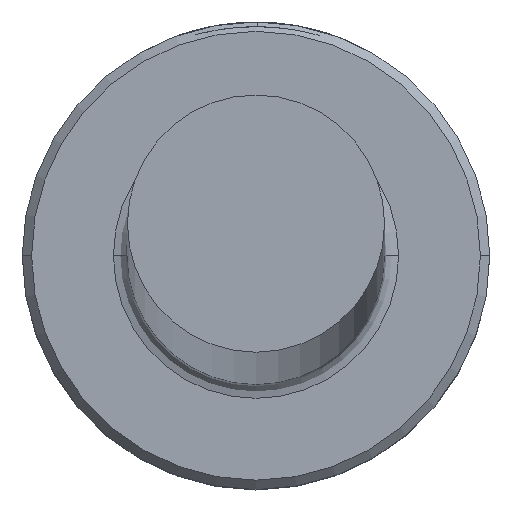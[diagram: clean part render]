
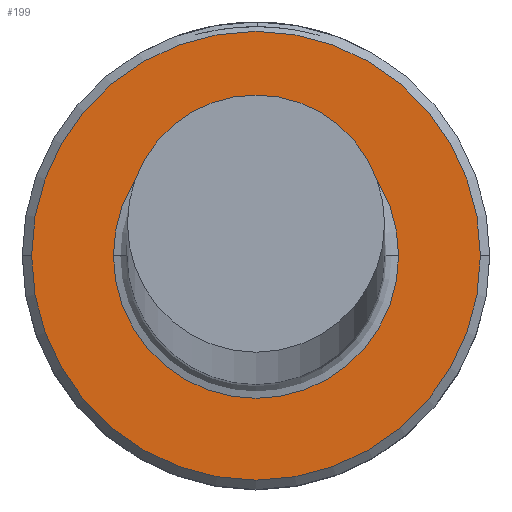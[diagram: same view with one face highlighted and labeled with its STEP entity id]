
A CAD part, top view. The second image highlights one B-rep face of the part: STEP entity #199.
In plain terms, the highlighted planar face has unit normal (0, 0, 1).
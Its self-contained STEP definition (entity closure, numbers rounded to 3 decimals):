
#2 = CARTESIAN_POINT ( 'NONE',  ( -4.8, 0., 6. ) ) ;
#22 = DIRECTION ( 'NONE',  ( 0., 0., 1. ) ) ;
#34 = FACE_BOUND ( 'NONE', #542, .T. ) ;
#35 = FACE_OUTER_BOUND ( 'NONE', #788, .T. ) ;
#44 = EDGE_CURVE ( 'NONE', #980, #1040, #266, .T. ) ;
#66 = VERTEX_POINT ( 'NONE', #161 ) ;
#105 = CARTESIAN_POINT ( 'NONE',  ( 4.8, 0., 6. ) ) ;
#106 = VERTEX_POINT ( 'NONE', #432 ) ;
#110 = AXIS2_PLACEMENT_3D ( 'NONE', #602, #22, #685 ) ;
#123 = DIRECTION ( 'NONE',  ( 0., 0., -1. ) ) ;
#161 = CARTESIAN_POINT ( 'NONE',  ( 3.05, 0., 6. ) ) ;
#193 = CARTESIAN_POINT ( 'NONE',  ( 0., 0., 6. ) ) ;
#199 = ADVANCED_FACE ( 'NONE', ( #35, #34 ), #474, .T. ) ;
#219 = CIRCLE ( 'NONE', #110, 4.8 ) ;
#221 = AXIS2_PLACEMENT_3D ( 'NONE', #849, #313, #941 ) ;
#250 = AXIS2_PLACEMENT_3D ( 'NONE', #684, #123, #773 ) ;
#266 = CIRCLE ( 'NONE', #492, 4.8 ) ;
#313 = DIRECTION ( 'NONE',  ( 0., 0., -1. ) ) ;
#393 = EDGE_CURVE ( 'NONE', #1040, #980, #219, .T. ) ;
#432 = CARTESIAN_POINT ( 'NONE',  ( -3.05, 0., 6. ) ) ;
#444 = CIRCLE ( 'NONE', #250, 3.05 ) ;
#474 = PLANE ( 'NONE',  #949 ) ;
#492 = AXIS2_PLACEMENT_3D ( 'NONE', #713, #638, #572 ) ;
#542 = EDGE_LOOP ( 'NONE', ( #678, #698 ) ) ;
#572 = DIRECTION ( 'NONE',  ( 1., 0., 0. ) ) ;
#593 = EDGE_CURVE ( 'NONE', #66, #106, #1125, .T. ) ;
#602 = CARTESIAN_POINT ( 'NONE',  ( 0., 0., 6. ) ) ;
#627 = ORIENTED_EDGE ( 'NONE', *, *, #44, .T. ) ;
#638 = DIRECTION ( 'NONE',  ( 0., 0., 1. ) ) ;
#678 = ORIENTED_EDGE ( 'NONE', *, *, #1050, .T. ) ;
#684 = CARTESIAN_POINT ( 'NONE',  ( 0., 0., 6. ) ) ;
#685 = DIRECTION ( 'NONE',  ( 1., 0., 0. ) ) ;
#698 = ORIENTED_EDGE ( 'NONE', *, *, #593, .T. ) ;
#713 = CARTESIAN_POINT ( 'NONE',  ( 0., 0., 6. ) ) ;
#773 = DIRECTION ( 'NONE',  ( -1., 0., 0. ) ) ;
#788 = EDGE_LOOP ( 'NONE', ( #1117, #627 ) ) ;
#849 = CARTESIAN_POINT ( 'NONE',  ( 0., 0., 6. ) ) ;
#941 = DIRECTION ( 'NONE',  ( -1., 0., 0. ) ) ;
#949 = AXIS2_PLACEMENT_3D ( 'NONE', #193, #1171, #1087 ) ;
#980 = VERTEX_POINT ( 'NONE', #105 ) ;
#1040 = VERTEX_POINT ( 'NONE', #2 ) ;
#1050 = EDGE_CURVE ( 'NONE', #106, #66, #444, .T. ) ;
#1087 = DIRECTION ( 'NONE',  ( 1., 0., 0. ) ) ;
#1117 = ORIENTED_EDGE ( 'NONE', *, *, #393, .T. ) ;
#1125 = CIRCLE ( 'NONE', #221, 3.05 ) ;
#1171 = DIRECTION ( 'NONE',  ( 0., 0., 1. ) ) ;
